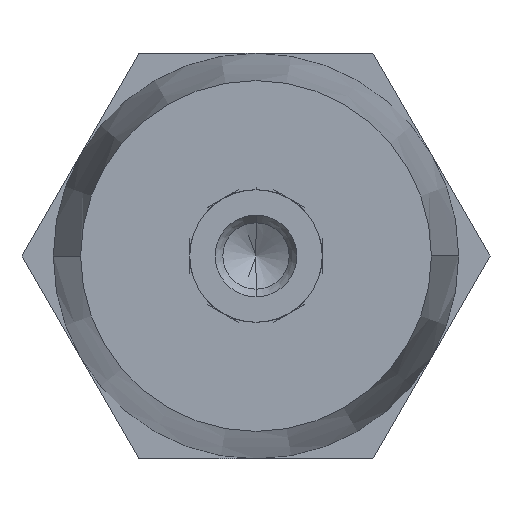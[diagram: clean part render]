
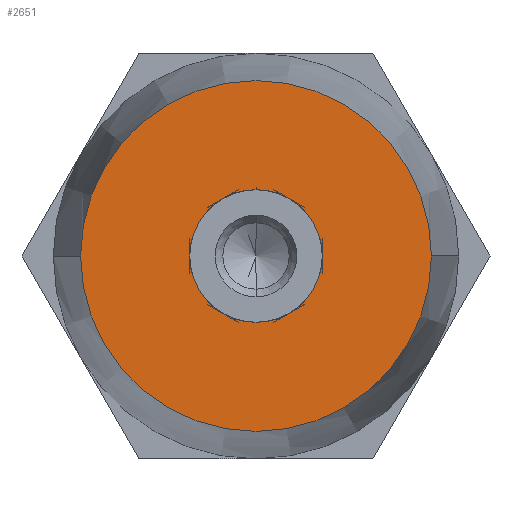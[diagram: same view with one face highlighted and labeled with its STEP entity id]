
A CAD part, front view. The second image highlights one B-rep face of the part: STEP entity #2651.
In plain terms, the highlighted planar face has unit normal (0, -1, 0).
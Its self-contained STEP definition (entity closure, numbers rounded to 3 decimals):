
#60 = EDGE_CURVE ( 'NONE', #1867, #1908, #2133, .T. ) ;
#65 = LINE ( 'NONE', #3246, #1495 ) ;
#156 = VECTOR ( 'NONE', #1433, 1000. ) ;
#184 = AXIS2_PLACEMENT_3D ( 'NONE', #2292, #2280, #2605 ) ;
#186 = VERTEX_POINT ( 'NONE', #1958 ) ;
#234 = VERTEX_POINT ( 'NONE', #2883 ) ;
#269 = ORIENTED_EDGE ( 'NONE', *, *, #2924, .F. ) ;
#272 = EDGE_CURVE ( 'NONE', #1555, #234, #1640, .T. ) ;
#288 = DIRECTION ( 'NONE',  ( 0., 1., 0. ) ) ;
#296 = PLANE ( 'NONE',  #3133 ) ;
#383 = ORIENTED_EDGE ( 'NONE', *, *, #457, .T. ) ;
#410 = CIRCLE ( 'NONE', #1310, 8.51 ) ;
#457 = EDGE_CURVE ( 'NONE', #186, #2556, #3569, .T. ) ;
#476 = CARTESIAN_POINT ( 'NONE',  ( -22.5, -40., 0. ) ) ;
#492 = CARTESIAN_POINT ( 'NONE',  ( 0., -40., 0. ) ) ;
#535 = CARTESIAN_POINT ( 'NONE',  ( 0., -40., 0. ) ) ;
#564 = VERTEX_POINT ( 'NONE', #2726 ) ;
#572 = EDGE_CURVE ( 'NONE', #234, #1425, #1931, .T. ) ;
#632 = CIRCLE ( 'NONE', #1377, 8.51 ) ;
#712 = CARTESIAN_POINT ( 'NONE',  ( -3.893, -40., 7.567 ) ) ;
#733 = AXIS2_PLACEMENT_3D ( 'NONE', #3755, #3100, #1277 ) ;
#749 = VERTEX_POINT ( 'NONE', #3715 ) ;
#770 = CIRCLE ( 'NONE', #3427, 8.51 ) ;
#795 = DIRECTION ( 'NONE',  ( 0.866, 0., -0.5 ) ) ;
#854 = VERTEX_POINT ( 'NONE', #2596 ) ;
#873 = CARTESIAN_POINT ( 'NONE',  ( 0., -40., 0. ) ) ;
#894 = LINE ( 'NONE', #939, #2323 ) ;
#904 = ORIENTED_EDGE ( 'NONE', *, *, #1843, .T. ) ;
#939 = CARTESIAN_POINT ( 'NONE',  ( -21.125, -40., -2.382 ) ) ;
#1097 = CARTESIAN_POINT ( 'NONE',  ( 3.893, -40., 7.567 ) ) ;
#1130 = DIRECTION ( 'NONE',  ( 0., 1., 0. ) ) ;
#1144 = EDGE_CURVE ( 'NONE', #1704, #564, #632, .T. ) ;
#1166 = EDGE_CURVE ( 'NONE', #3336, #749, #770, .T. ) ;
#1175 = DIRECTION ( 'NONE',  ( 0., 1., 0. ) ) ;
#1188 = DIRECTION ( 'NONE',  ( 0., 1., 0. ) ) ;
#1193 = AXIS2_PLACEMENT_3D ( 'NONE', #535, #2113, #1687 ) ;
#1259 = DIRECTION ( 'NONE',  ( 1., 0., 0. ) ) ;
#1270 = ORIENTED_EDGE ( 'NONE', *, *, #272, .T. ) ;
#1273 = ORIENTED_EDGE ( 'NONE', *, *, #1475, .T. ) ;
#1277 = DIRECTION ( 'NONE',  ( 1., 0., 0. ) ) ;
#1310 = AXIS2_PLACEMENT_3D ( 'NONE', #2739, #2749, #1259 ) ;
#1335 = CIRCLE ( 'NONE', #184, 22.5 ) ;
#1377 = AXIS2_PLACEMENT_3D ( 'NONE', #3962, #288, #3630 ) ;
#1425 = VERTEX_POINT ( 'NONE', #3839 ) ;
#1433 = DIRECTION ( 'NONE',  ( -0.866, 0., 0.5 ) ) ;
#1475 = EDGE_CURVE ( 'NONE', #2896, #1704, #1588, .T. ) ;
#1495 = VECTOR ( 'NONE', #2601, 1000. ) ;
#1555 = VERTEX_POINT ( 'NONE', #2324 ) ;
#1559 = VERTEX_POINT ( 'NONE', #2585 ) ;
#1568 = ORIENTED_EDGE ( 'NONE', *, *, #60, .T. ) ;
#1588 = LINE ( 'NONE', #3253, #3221 ) ;
#1616 = ORIENTED_EDGE ( 'NONE', *, *, #1144, .T. ) ;
#1640 = LINE ( 'NONE', #2562, #2214 ) ;
#1657 = CARTESIAN_POINT ( 'NONE',  ( 0., -40., 0. ) ) ;
#1687 = DIRECTION ( 'NONE',  ( -1., 0., 0. ) ) ;
#1704 = VERTEX_POINT ( 'NONE', #3836 ) ;
#1720 = EDGE_LOOP ( 'NONE', ( #1273, #1616, #904, #3585, #3104, #2725, #383, #3819, #1270, #2282, #1940, #1568, #3744 ) ) ;
#1731 = DIRECTION ( 'NONE',  ( 1., 0., 0. ) ) ;
#1803 = DIRECTION ( 'NONE',  ( 1., 0., 0. ) ) ;
#1807 = DIRECTION ( 'NONE',  ( 0., -1., 0. ) ) ;
#1843 = EDGE_CURVE ( 'NONE', #564, #3336, #3768, .T. ) ;
#1855 = CARTESIAN_POINT ( 'NONE',  ( -4.607, -40., -7.155 ) ) ;
#1867 = VERTEX_POINT ( 'NONE', #712 ) ;
#1908 = VERTEX_POINT ( 'NONE', #2263 ) ;
#1916 = AXIS2_PLACEMENT_3D ( 'NONE', #1657, #3192, #2626 ) ;
#1931 = CIRCLE ( 'NONE', #2155, 8.51 ) ;
#1940 = ORIENTED_EDGE ( 'NONE', *, *, #3948, .T. ) ;
#1951 = EDGE_CURVE ( 'NONE', #749, #854, #65, .T. ) ;
#1958 = CARTESIAN_POINT ( 'NONE',  ( -3.893, -40., -7.567 ) ) ;
#1991 = VERTEX_POINT ( 'NONE', #476 ) ;
#2036 = CARTESIAN_POINT ( 'NONE',  ( -21.125, -40., 2.382 ) ) ;
#2046 = EDGE_CURVE ( 'NONE', #854, #186, #2448, .T. ) ;
#2074 = CARTESIAN_POINT ( 'NONE',  ( -22.5, -40., 0. ) ) ;
#2113 = DIRECTION ( 'NONE',  ( 0., 1., 0. ) ) ;
#2133 = CIRCLE ( 'NONE', #733, 8.51 ) ;
#2155 = AXIS2_PLACEMENT_3D ( 'NONE', #873, #1188, #1803 ) ;
#2214 = VECTOR ( 'NONE', #3170, 1000. ) ;
#2263 = CARTESIAN_POINT ( 'NONE',  ( 0., -40., 8.51 ) ) ;
#2280 = DIRECTION ( 'NONE',  ( 0., 1., 0. ) ) ;
#2282 = ORIENTED_EDGE ( 'NONE', *, *, #572, .T. ) ;
#2286 = AXIS2_PLACEMENT_3D ( 'NONE', #492, #1130, #1731 ) ;
#2292 = CARTESIAN_POINT ( 'NONE',  ( 0., -40., 0. ) ) ;
#2323 = VECTOR ( 'NONE', #3079, 1000. ) ;
#2324 = CARTESIAN_POINT ( 'NONE',  ( -8.5, -40., -0.412 ) ) ;
#2382 = DIRECTION ( 'NONE',  ( 1., 0., 0. ) ) ;
#2396 = DIRECTION ( 'NONE',  ( 1., 0., 0. ) ) ;
#2448 = CIRCLE ( 'NONE', #1916, 8.51 ) ;
#2505 = CIRCLE ( 'NONE', #2286, 8.51 ) ;
#2556 = VERTEX_POINT ( 'NONE', #1855 ) ;
#2562 = CARTESIAN_POINT ( 'NONE',  ( -8.5, -40., 0. ) ) ;
#2585 = CARTESIAN_POINT ( 'NONE',  ( 22.5, -40., 0. ) ) ;
#2586 = FACE_OUTER_BOUND ( 'NONE', #3389, .T. ) ;
#2596 = CARTESIAN_POINT ( 'NONE',  ( 3.893, -40., -7.567 ) ) ;
#2601 = DIRECTION ( 'NONE',  ( -0.866, 0., -0.5 ) ) ;
#2605 = DIRECTION ( 'NONE',  ( -1., 0., 0. ) ) ;
#2620 = ORIENTED_EDGE ( 'NONE', *, *, #3867, .F. ) ;
#2626 = DIRECTION ( 'NONE',  ( 1., 0., 0. ) ) ;
#2651 = ADVANCED_FACE ( 'NONE', ( #2586, #3849 ), #296, .T. ) ;
#2659 = CIRCLE ( 'NONE', #1193, 22.5 ) ;
#2695 = CARTESIAN_POINT ( 'NONE',  ( 0., -40., 0. ) ) ;
#2725 = ORIENTED_EDGE ( 'NONE', *, *, #2046, .T. ) ;
#2726 = CARTESIAN_POINT ( 'NONE',  ( 8.5, -40., 0.412 ) ) ;
#2739 = CARTESIAN_POINT ( 'NONE',  ( 0., -40., 0. ) ) ;
#2749 = DIRECTION ( 'NONE',  ( 0., 1., 0. ) ) ;
#2883 = CARTESIAN_POINT ( 'NONE',  ( -8.5, -40., 0.412 ) ) ;
#2896 = VERTEX_POINT ( 'NONE', #1097 ) ;
#2924 = EDGE_CURVE ( 'NONE', #1991, #1559, #1335, .T. ) ;
#2941 = VECTOR ( 'NONE', #3442, 1000. ) ;
#3079 = DIRECTION ( 'NONE',  ( 0.866, 0., 0.5 ) ) ;
#3100 = DIRECTION ( 'NONE',  ( 0., 1., 0. ) ) ;
#3104 = ORIENTED_EDGE ( 'NONE', *, *, #1951, .T. ) ;
#3133 = AXIS2_PLACEMENT_3D ( 'NONE', #2074, #1807, #2382 ) ;
#3136 = CARTESIAN_POINT ( 'NONE',  ( 8.5, -40., 0. ) ) ;
#3170 = DIRECTION ( 'NONE',  ( 0., 0., 1. ) ) ;
#3192 = DIRECTION ( 'NONE',  ( 0., 1., 0. ) ) ;
#3221 = VECTOR ( 'NONE', #795, 1000. ) ;
#3246 = CARTESIAN_POINT ( 'NONE',  ( -12.625, -40., -17.104 ) ) ;
#3253 = CARTESIAN_POINT ( 'NONE',  ( -12.625, -40., 17.104 ) ) ;
#3290 = CARTESIAN_POINT ( 'NONE',  ( 8.5, -40., -0.412 ) ) ;
#3336 = VERTEX_POINT ( 'NONE', #3290 ) ;
#3389 = EDGE_LOOP ( 'NONE', ( #269, #2620 ) ) ;
#3427 = AXIS2_PLACEMENT_3D ( 'NONE', #2695, #1175, #2396 ) ;
#3442 = DIRECTION ( 'NONE',  ( 0., 0., -1. ) ) ;
#3462 = EDGE_CURVE ( 'NONE', #1908, #2896, #410, .T. ) ;
#3569 = LINE ( 'NONE', #2036, #156 ) ;
#3585 = ORIENTED_EDGE ( 'NONE', *, *, #1166, .T. ) ;
#3630 = DIRECTION ( 'NONE',  ( 1., 0., 0. ) ) ;
#3715 = CARTESIAN_POINT ( 'NONE',  ( 4.607, -40., -7.155 ) ) ;
#3744 = ORIENTED_EDGE ( 'NONE', *, *, #3462, .T. ) ;
#3755 = CARTESIAN_POINT ( 'NONE',  ( 0., -40., 0. ) ) ;
#3768 = LINE ( 'NONE', #3136, #2941 ) ;
#3816 = EDGE_CURVE ( 'NONE', #2556, #1555, #2505, .T. ) ;
#3819 = ORIENTED_EDGE ( 'NONE', *, *, #3816, .T. ) ;
#3836 = CARTESIAN_POINT ( 'NONE',  ( 4.607, -40., 7.155 ) ) ;
#3839 = CARTESIAN_POINT ( 'NONE',  ( -4.607, -40., 7.155 ) ) ;
#3849 = FACE_BOUND ( 'NONE', #1720, .T. ) ;
#3867 = EDGE_CURVE ( 'NONE', #1559, #1991, #2659, .T. ) ;
#3948 = EDGE_CURVE ( 'NONE', #1425, #1867, #894, .T. ) ;
#3962 = CARTESIAN_POINT ( 'NONE',  ( 0., -40., 0. ) ) ;
